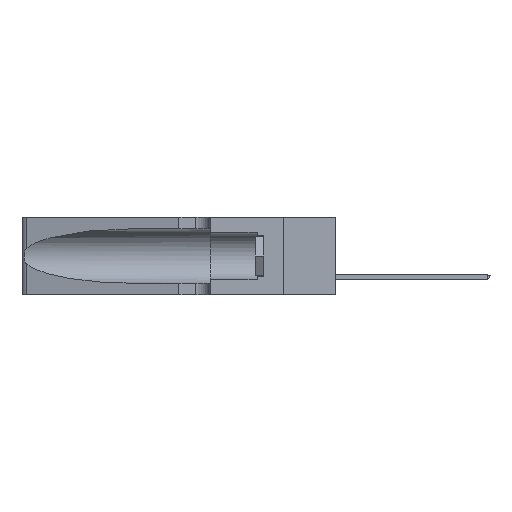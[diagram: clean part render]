
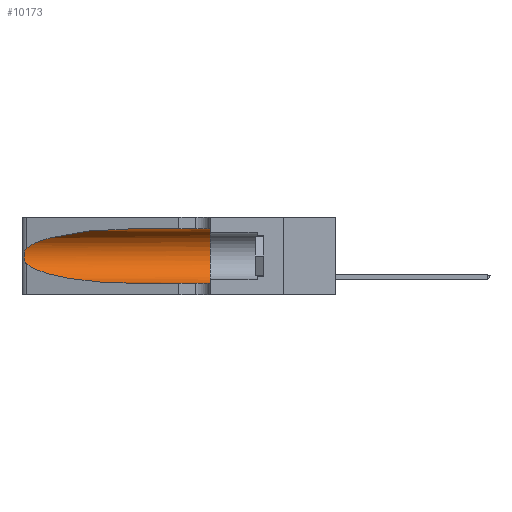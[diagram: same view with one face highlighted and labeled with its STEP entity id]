
A CAD part, left-side view. The second image highlights one B-rep face of the part: STEP entity #10173.
In plain terms, the highlighted cylindrical face has radius 3.308 mm (diameter 6.617 mm), a partial arc.
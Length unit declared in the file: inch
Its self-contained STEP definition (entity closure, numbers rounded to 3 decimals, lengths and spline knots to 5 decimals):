
#1412 = CARTESIAN_POINT ( 'NONE',  ( 0.25789, 1.23486, 0.15765 ) ) ;
#1830 =( BOUNDED_CURVE ( )  B_SPLINE_CURVE ( 3, ( #16283, #14108, #14013, #16469 ),
 .UNSPECIFIED., .F., .T. ) 
 B_SPLINE_CURVE_WITH_KNOTS ( ( 4, 4 ),
 ( 1.5708, 2.84003 ),
 .UNSPECIFIED. ) 
 CURVE ( )  GEOMETRIC_REPRESENTATION_ITEM ( )  RATIONAL_B_SPLINE_CURVE ( ( 1., 0.87, 0.87, 1. ) ) 
 REPRESENTATION_ITEM ( '' )  );
#2298 = ORIENTED_EDGE ( 'NONE', *, *, #18472, .T. ) ;
#2705 = DIRECTION ( 'NONE',  ( 0., 0., -1. ) ) ;
#5860 = CARTESIAN_POINT ( 'NONE',  ( 0.1305, 0.72297, 0.31525 ) ) ;
#6399 = ORIENTED_EDGE ( 'NONE', *, *, #19612, .F. ) ;
#6780 = AXIS2_PLACEMENT_3D ( 'NONE', #15464, #21963, #11196 ) ;
#7116 = CARTESIAN_POINT ( 'NONE',  ( 0.25487, 1.22718, 0.22369 ) ) ;
#7282 = LINE ( 'NONE', #8351, #21790 ) ;
#8351 = CARTESIAN_POINT ( 'NONE',  ( 0.1305, 1.61858, 0.31525 ) ) ;
#8605 = ORIENTED_EDGE ( 'NONE', *, *, #16392, .T. ) ;
#8882 = VERTEX_POINT ( 'NONE', #21034 ) ;
#9046 = CARTESIAN_POINT ( 'NONE',  ( 0.1305, 1.61858, 0.185 ) ) ;
#9600 = VERTEX_POINT ( 'NONE', #15189 ) ;
#9705 = EDGE_CURVE ( 'NONE', #13375, #18021, #27330, .T. ) ;
#10000 = AXIS2_PLACEMENT_3D ( 'NONE', #9046, #11665, #2705 ) ;
#10065 = DIRECTION ( 'NONE',  ( 0., -1., 0. ) ) ;
#10111 = CARTESIAN_POINT ( 'NONE',  ( 0.25854, 1.2359, 0.20912 ) ) ;
#10173 = ADVANCED_FACE ( 'NONE', ( #27995 ), #24245, .F. ) ;
#11196 = DIRECTION ( 'NONE',  ( 0., 0., 1. ) ) ;
#11665 = DIRECTION ( 'NONE',  ( 0., -1., 0. ) ) ;
#11742 = CARTESIAN_POINT ( 'NONE',  ( 0.1305, 0.72297, 0.05475 ) ) ;
#11852 = CARTESIAN_POINT ( 'NONE',  ( 0.1305, 0.72297, 0.05475 ) ) ;
#11876 =( BOUNDED_CURVE ( )  B_SPLINE_CURVE ( 3, ( #24787, #15852, #13835, #11852 ),
 .UNSPECIFIED., .F., .F. ) 
 B_SPLINE_CURVE_WITH_KNOTS ( ( 4, 4 ),
 ( 3.44316, 4.71239 ),
 .UNSPECIFIED. ) 
 CURVE ( )  GEOMETRIC_REPRESENTATION_ITEM ( )  RATIONAL_B_SPLINE_CURVE ( ( 1., 0.87, 0.87, 1. ) ) 
 REPRESENTATION_ITEM ( '' )  );
#12008 = CARTESIAN_POINT ( 'NONE',  ( 0.26018, 1.23835, 0.19895 ) ) ;
#12292 = CARTESIAN_POINT ( 'NONE',  ( 0.25487, 1.22718, 0.14631 ) ) ;
#12359 = VERTEX_POINT ( 'NONE', #5860 ) ;
#13375 = VERTEX_POINT ( 'NONE', #11742 ) ;
#13519 = DIRECTION ( 'NONE',  ( 0., -1., 0. ) ) ;
#13634 = EDGE_LOOP ( 'NONE', ( #16439, #8605, #2298, #14505, #6399, #15302 ) ) ;
#13835 = CARTESIAN_POINT ( 'NONE',  ( 0.18966, 0.96281, 0.05475 ) ) ;
#14013 = CARTESIAN_POINT ( 'NONE',  ( 0.2373, 1.15595, 0.28018 ) ) ;
#14108 = CARTESIAN_POINT ( 'NONE',  ( 0.18966, 0.96281, 0.31525 ) ) ;
#14194 = CARTESIAN_POINT ( 'NONE',  ( 0.26017, 1.23833, 0.17102 ) ) ;
#14505 = ORIENTED_EDGE ( 'NONE', *, *, #9705, .T. ) ;
#15189 = CARTESIAN_POINT ( 'NONE',  ( 0.1305, 0.35, 0.31525 ) ) ;
#15302 = ORIENTED_EDGE ( 'NONE', *, *, #20993, .F. ) ;
#15464 = CARTESIAN_POINT ( 'NONE',  ( 0.1305, 0.35, 0.185 ) ) ;
#15852 = CARTESIAN_POINT ( 'NONE',  ( 0.2373, 1.15595, 0.08982 ) ) ;
#16283 = CARTESIAN_POINT ( 'NONE',  ( 0.1305, 0.72297, 0.31525 ) ) ;
#16392 = EDGE_CURVE ( 'NONE', #22837, #8882, #16907, .T. ) ;
#16439 = ORIENTED_EDGE ( 'NONE', *, *, #20857, .T. ) ;
#16462 = CARTESIAN_POINT ( 'NONE',  ( 0.25639, 1.23184, 0.21858 ) ) ;
#16469 = CARTESIAN_POINT ( 'NONE',  ( 0.25487, 1.22718, 0.22369 ) ) ;
#16907 = B_SPLINE_CURVE_WITH_KNOTS ( 'NONE', 3,
 ( #24566, #22775, #16462, #27125, #10111, #12008, #22868, #20999, #14194, #25316, #1412, #20899, #25228, #12292 ),
 .UNSPECIFIED., .F., .F.,
 ( 4, 2, 2, 2, 2, 2, 4 ),
 ( 0., 0.00027, 0.00053, 0.00107, 0.0016, 0.00187, 0.00214 ),
 .UNSPECIFIED. ) ;
#18021 = VERTEX_POINT ( 'NONE', #26116 ) ;
#18472 = EDGE_CURVE ( 'NONE', #8882, #13375, #11876, .T. ) ;
#19102 = CIRCLE ( 'NONE', #6780, 0.13025 ) ;
#19612 = EDGE_CURVE ( 'NONE', #9600, #18021, #19102, .T. ) ;
#20857 = EDGE_CURVE ( 'NONE', #12359, #22837, #1830, .T. ) ;
#20899 = CARTESIAN_POINT ( 'NONE',  ( 0.25639, 1.23186, 0.15144 ) ) ;
#20993 = EDGE_CURVE ( 'NONE', #12359, #9600, #7282, .T. ) ;
#20999 = CARTESIAN_POINT ( 'NONE',  ( 0.26075, 1.23896, 0.178 ) ) ;
#21034 = CARTESIAN_POINT ( 'NONE',  ( 0.25487, 1.22718, 0.14631 ) ) ;
#21790 = VECTOR ( 'NONE', #13519, 39.37008 ) ;
#21963 = DIRECTION ( 'NONE',  ( 0., 1., 0. ) ) ;
#22775 = CARTESIAN_POINT ( 'NONE',  ( 0.25555, 1.22994, 0.2215 ) ) ;
#22837 = VERTEX_POINT ( 'NONE', #7116 ) ;
#22868 = CARTESIAN_POINT ( 'NONE',  ( 0.26075, 1.23896, 0.19203 ) ) ;
#24245 = CYLINDRICAL_SURFACE ( 'NONE', #10000, 0.13025 ) ;
#24566 = CARTESIAN_POINT ( 'NONE',  ( 0.25487, 1.22718, 0.22369 ) ) ;
#24599 = VECTOR ( 'NONE', #10065, 39.37008 ) ;
#24787 = CARTESIAN_POINT ( 'NONE',  ( 0.25487, 1.22718, 0.14631 ) ) ;
#25228 = CARTESIAN_POINT ( 'NONE',  ( 0.25555, 1.22993, 0.14849 ) ) ;
#25316 = CARTESIAN_POINT ( 'NONE',  ( 0.25856, 1.23593, 0.16098 ) ) ;
#26116 = CARTESIAN_POINT ( 'NONE',  ( 0.1305, 0.35, 0.05475 ) ) ;
#27125 = CARTESIAN_POINT ( 'NONE',  ( 0.25787, 1.23484, 0.2124 ) ) ;
#27330 = LINE ( 'NONE', #27863, #24599 ) ;
#27863 = CARTESIAN_POINT ( 'NONE',  ( 0.1305, 1.61858, 0.05475 ) ) ;
#27995 = FACE_OUTER_BOUND ( 'NONE', #13634, .T. ) ;
